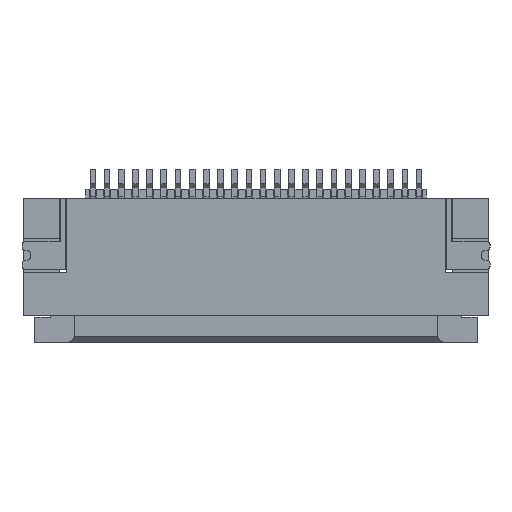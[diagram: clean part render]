
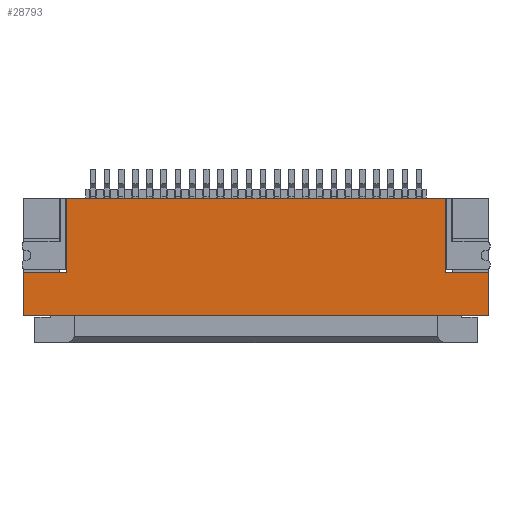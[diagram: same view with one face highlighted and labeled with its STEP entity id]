
A CAD part, front view. The second image highlights one B-rep face of the part: STEP entity #28793.
In plain terms, the highlighted planar face has unit normal (0, -1, 0).
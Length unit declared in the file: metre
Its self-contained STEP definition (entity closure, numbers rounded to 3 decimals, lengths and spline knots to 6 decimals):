
#4354=ORIENTED_EDGE('',*,*,#10687,.F.);
#4355=ORIENTED_EDGE('',*,*,#10698,.T.);
#4356=ORIENTED_EDGE('',*,*,#10717,.T.);
#4357=ORIENTED_EDGE('',*,*,#10292,.F.);
#4358=ORIENTED_EDGE('',*,*,#10283,.T.);
#4359=ORIENTED_EDGE('',*,*,#10315,.F.);
#4360=ORIENTED_EDGE('',*,*,#10714,.F.);
#4361=ORIENTED_EDGE('',*,*,#10721,.T.);
#10283=EDGE_CURVE('',#13805,#13804,#16730,.T.);
#10292=EDGE_CURVE('',#13805,#13812,#16739,.T.);
#10315=EDGE_CURVE('',#13827,#13804,#16762,.T.);
#10687=EDGE_CURVE('',#14052,#14053,#17134,.T.);
#10698=EDGE_CURVE('',#14052,#14061,#17145,.T.);
#10714=EDGE_CURVE('',#14069,#13827,#17161,.T.);
#10717=EDGE_CURVE('',#14061,#13812,#17164,.T.);
#10721=EDGE_CURVE('',#14069,#14053,#17168,.T.);
#13804=VERTEX_POINT('',#50896);
#13805=VERTEX_POINT('',#50898);
#13812=VERTEX_POINT('',#50916);
#13827=VERTEX_POINT('',#50959);
#14052=VERTEX_POINT('',#51684);
#14053=VERTEX_POINT('',#51686);
#14061=VERTEX_POINT('',#51706);
#14069=VERTEX_POINT('',#51735);
#16730=LINE('',#50897,#20305);
#16739=LINE('',#50915,#20314);
#16762=LINE('',#50960,#20337);
#17134=LINE('',#51685,#20709);
#17145=LINE('',#51707,#20720);
#17161=LINE('',#51736,#20736);
#17164=LINE('',#51740,#20739);
#17168=LINE('',#51747,#20743);
#20305=VECTOR('',#42423,1.);
#20314=VECTOR('',#42436,1.);
#20337=VECTOR('',#42471,1.);
#20709=VECTOR('',#43099,1.);
#20720=VECTOR('',#43114,1.);
#20736=VECTOR('',#43140,1.);
#20739=VECTOR('',#43145,1.);
#20743=VECTOR('',#43153,1.);
#23308=EDGE_LOOP('',(#4354,#4355,#4356,#4357,#4358,#4359,#4360,#4361));
#24749=FACE_BOUND('',#23308,.T.);
#26070=PLANE('',#39076);
#28793=ADVANCED_FACE('',(#24749),#26070,.F.);
#39076=AXIS2_PLACEMENT_3D('',#51746,#43151,#43152);
#42423=DIRECTION('',(-1.,0.,0.));
#42436=DIRECTION('',(0.,0.,1.));
#42471=DIRECTION('',(0.,0.,1.));
#43099=DIRECTION('',(1.,0.,0.));
#43114=DIRECTION('',(0.,0.,1.));
#43140=DIRECTION('',(-1.,0.,0.));
#43145=DIRECTION('',(-1.,0.,0.));
#43151=DIRECTION('',(0.,1.,0.));
#43152=DIRECTION('',(1.,0.,0.));
#43153=DIRECTION('',(0.,0.,1.));
#50896=CARTESIAN_POINT('',(-0.0082,0.,-0.002019));
#50897=CARTESIAN_POINT('',(0.,0.,-0.002019));
#50898=CARTESIAN_POINT('',(-0.006675,0.,-0.002019));
#50915=CARTESIAN_POINT('',(-0.006675,0.,-0.001439));
#50916=CARTESIAN_POINT('',(-0.006675,0.,0.000601));
#50959=CARTESIAN_POINT('',(-0.0082,0.,-0.003549));
#50960=CARTESIAN_POINT('',(-0.0082,0.,0.000601));
#51684=CARTESIAN_POINT('',(0.006675,0.,-0.002019));
#51685=CARTESIAN_POINT('',(0.,0.,-0.002019));
#51686=CARTESIAN_POINT('',(0.0082,0.,-0.002019));
#51706=CARTESIAN_POINT('',(0.006675,0.,0.000601));
#51707=CARTESIAN_POINT('',(0.006675,0.,-0.001439));
#51735=CARTESIAN_POINT('',(0.0082,0.,-0.003549));
#51736=CARTESIAN_POINT('',(0.0082,0.,-0.003549));
#51740=CARTESIAN_POINT('',(0.0082,0.,0.000601));
#51746=CARTESIAN_POINT('',(0.0082,0.,0.000601));
#51747=CARTESIAN_POINT('',(0.0082,0.,0.000601));
